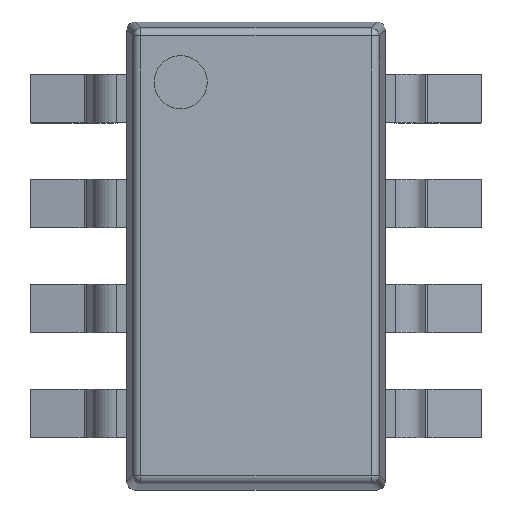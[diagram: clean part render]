
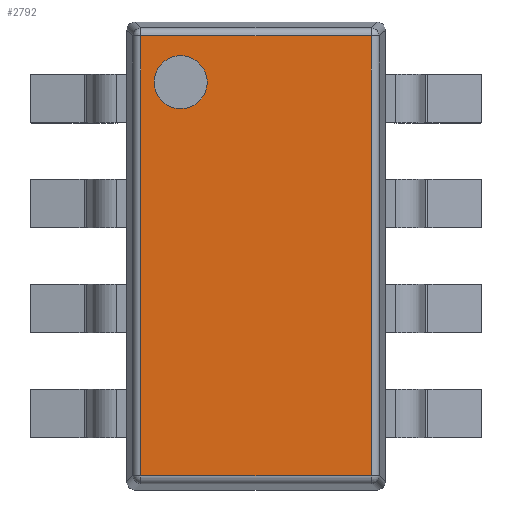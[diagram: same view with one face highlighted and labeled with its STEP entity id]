
A CAD part, top view. The second image highlights one B-rep face of the part: STEP entity #2792.
In plain terms, the highlighted planar face has unit normal (0, 0, 1).
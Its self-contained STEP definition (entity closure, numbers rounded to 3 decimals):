
#120=FACE_BOUND('',#1079,.T.);
#128=PLANE('',#2994);
#259=LINE('',#4124,#564);
#265=LINE('',#4147,#570);
#267=LINE('',#4150,#572);
#269=LINE('',#4153,#574);
#564=VECTOR('',#3302,10.);
#570=VECTOR('',#3330,10.);
#572=VECTOR('',#3334,10.);
#574=VECTOR('',#3338,10.);
#922=FACE_OUTER_BOUND('',#1078,.T.);
#1078=EDGE_LOOP('',(#2115,#2116,#2117,#2118));
#1079=EDGE_LOOP('',(#2119));
#1224=CIRCLE('',#2995,0.164);
#1329=VERTEX_POINT('',#4090);
#1338=VERTEX_POINT('',#4114);
#1341=VERTEX_POINT('',#4127);
#1344=VERTEX_POINT('',#4137);
#1364=VERTEX_POINT('',#4220);
#1601=EDGE_CURVE('',#1329,#1338,#259,.T.);
#1613=EDGE_CURVE('',#1338,#1344,#265,.T.);
#1615=EDGE_CURVE('',#1344,#1341,#267,.T.);
#1617=EDGE_CURVE('',#1341,#1329,#269,.T.);
#1653=EDGE_CURVE('',#1364,#1364,#1224,.T.);
#2115=ORIENTED_EDGE('',*,*,#1601,.F.);
#2116=ORIENTED_EDGE('',*,*,#1617,.F.);
#2117=ORIENTED_EDGE('',*,*,#1615,.F.);
#2118=ORIENTED_EDGE('',*,*,#1613,.F.);
#2119=ORIENTED_EDGE('',*,*,#1653,.T.);
#2792=ADVANCED_FACE('',(#922,#120),#128,.T.);
#2994=AXIS2_PLACEMENT_3D('',#4219,#3398,#3399);
#2995=AXIS2_PLACEMENT_3D('',#4221,#3400,#3401);
#3302=DIRECTION('',(-1.,0.,0.));
#3330=DIRECTION('',(0.,1.,0.));
#3334=DIRECTION('',(1.,0.,0.));
#3338=DIRECTION('',(0.,-1.,0.));
#3398=DIRECTION('center_axis',(0.,0.,1.));
#3399=DIRECTION('ref_axis',(1.,0.,0.));
#3400=DIRECTION('center_axis',(0.,0.,-1.));
#3401=DIRECTION('ref_axis',(-1.,0.,0.));
#4090=CARTESIAN_POINT('',(0.713,-1.363,1.1));
#4114=CARTESIAN_POINT('',(-0.713,-1.363,1.1));
#4124=CARTESIAN_POINT('',(0.4,-1.363,1.1));
#4127=CARTESIAN_POINT('',(0.713,1.363,1.1));
#4137=CARTESIAN_POINT('',(-0.713,1.363,1.1));
#4147=CARTESIAN_POINT('',(-0.713,-0.725,1.1));
#4150=CARTESIAN_POINT('',(-0.4,1.363,1.1));
#4153=CARTESIAN_POINT('',(0.713,0.725,1.1));
#4219=CARTESIAN_POINT('Origin',(0.,0.,1.1));
#4220=CARTESIAN_POINT('',(-0.302,1.076,1.1));
#4221=CARTESIAN_POINT('Origin',(-0.467,1.076,1.1));
